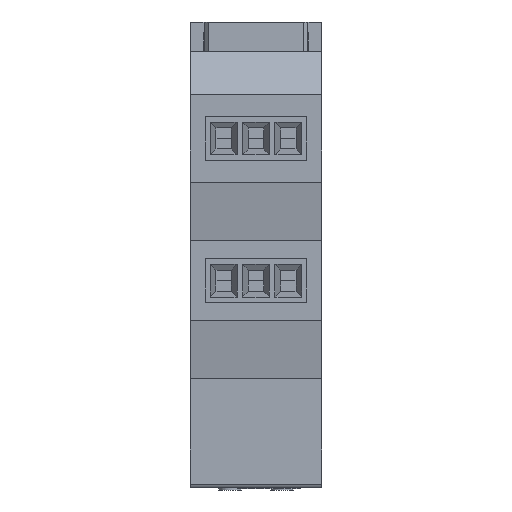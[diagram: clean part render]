
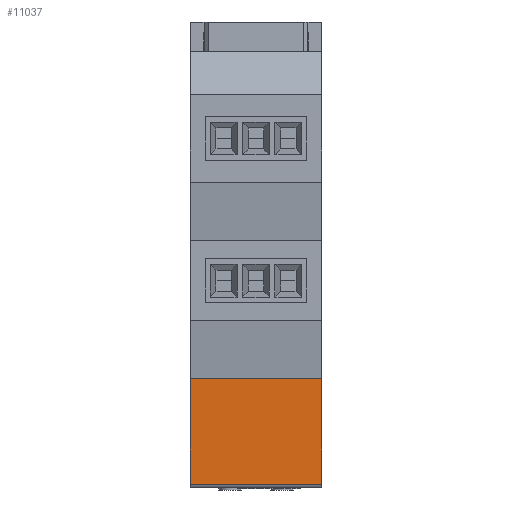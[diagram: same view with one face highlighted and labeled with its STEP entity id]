
A CAD part, front view. The second image highlights one B-rep face of the part: STEP entity #11037.
In plain terms, the highlighted planar face has unit normal (0, -1, 0).
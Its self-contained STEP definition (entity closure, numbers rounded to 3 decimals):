
#602 = CARTESIAN_POINT ( 'NONE',  ( 9., -22.5, -45. ) ) ;
#2491 = VECTOR ( 'NONE', #7822, 1000. ) ;
#3424 = VERTEX_POINT ( 'NONE', #15755 ) ;
#5338 = VECTOR ( 'NONE', #9417, 1000. ) ;
#5419 = CARTESIAN_POINT ( 'NONE',  ( 9., -22.5, -45. ) ) ;
#6063 = LINE ( 'NONE', #7014, #5338 ) ;
#6363 = CARTESIAN_POINT ( 'NONE',  ( 9., -22.5, -45. ) ) ;
#7014 = CARTESIAN_POINT ( 'NONE',  ( 9., -22.5, -59.5 ) ) ;
#7822 = DIRECTION ( 'NONE',  ( -1., 0., 0. ) ) ;
#8532 = VERTEX_POINT ( 'NONE', #18233 ) ;
#9417 = DIRECTION ( 'NONE',  ( 1., 0., 0. ) ) ;
#10208 = PLANE ( 'NONE',  #28313 ) ;
#10444 = VERTEX_POINT ( 'NONE', #6363 ) ;
#10730 = EDGE_CURVE ( 'NONE', #10444, #3424, #20528, .T. ) ;
#11037 = ADVANCED_FACE ( 'NONE', ( #20877 ), #10208, .F. ) ;
#12175 = EDGE_CURVE ( 'NONE', #10444, #17468, #22284, .T. ) ;
#12581 = DIRECTION ( 'NONE',  ( 0., 0., 1. ) ) ;
#13761 = EDGE_CURVE ( 'NONE', #8532, #17468, #6063, .T. ) ;
#14224 = CARTESIAN_POINT ( 'NONE',  ( -9., -22.5, -45. ) ) ;
#14236 = CARTESIAN_POINT ( 'NONE',  ( 9., -22.5, -59.5 ) ) ;
#15755 = CARTESIAN_POINT ( 'NONE',  ( -9., -22.5, -45. ) ) ;
#16506 = EDGE_LOOP ( 'NONE', ( #24087, #24174, #24334, #24581 ) ) ;
#16549 = DIRECTION ( 'NONE',  ( 0., 0., -1. ) ) ;
#17468 = VERTEX_POINT ( 'NONE', #14236 ) ;
#18233 = CARTESIAN_POINT ( 'NONE',  ( -9., -22.5, -59.5 ) ) ;
#18245 = DIRECTION ( 'NONE',  ( 0., 0., -1. ) ) ;
#19936 = EDGE_CURVE ( 'NONE', #3424, #8532, #24920, .T. ) ;
#20528 = LINE ( 'NONE', #5419, #2491 ) ;
#20877 = FACE_OUTER_BOUND ( 'NONE', #16506, .T. ) ;
#21539 = VECTOR ( 'NONE', #18245, 1000. ) ;
#22284 = LINE ( 'NONE', #25306, #21539 ) ;
#23435 = VECTOR ( 'NONE', #16549, 1000. ) ;
#24087 = ORIENTED_EDGE ( 'NONE', *, *, #19936, .T. ) ;
#24174 = ORIENTED_EDGE ( 'NONE', *, *, #13761, .T. ) ;
#24334 = ORIENTED_EDGE ( 'NONE', *, *, #12175, .F. ) ;
#24581 = ORIENTED_EDGE ( 'NONE', *, *, #10730, .T. ) ;
#24920 = LINE ( 'NONE', #14224, #23435 ) ;
#25306 = CARTESIAN_POINT ( 'NONE',  ( 9., -22.5, -45. ) ) ;
#26548 = DIRECTION ( 'NONE',  ( 0., 1., 0. ) ) ;
#28313 = AXIS2_PLACEMENT_3D ( 'NONE', #602, #26548, #12581 ) ;
